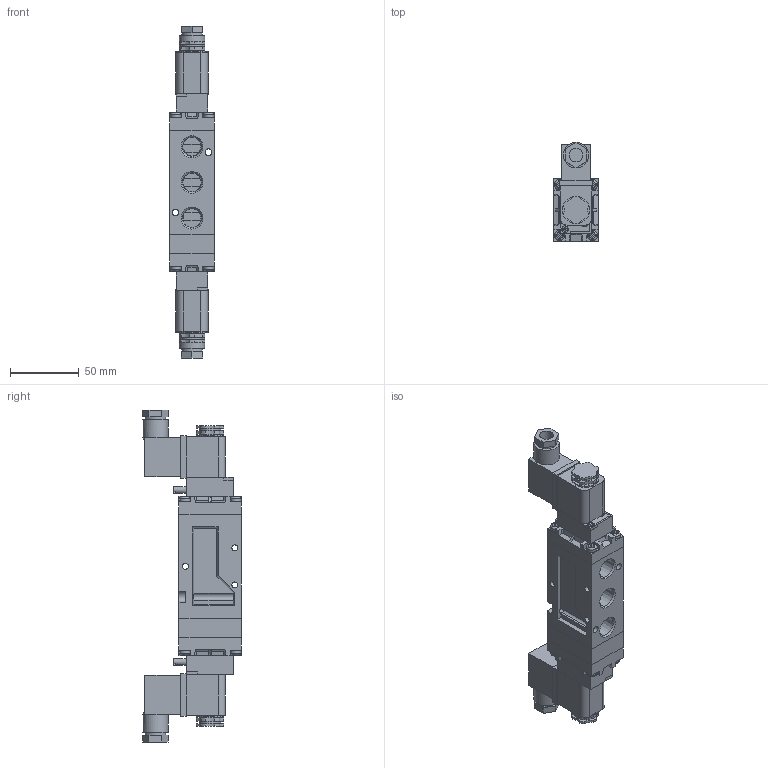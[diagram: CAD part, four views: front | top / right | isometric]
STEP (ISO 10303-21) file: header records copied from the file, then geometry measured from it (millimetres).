
FILE_DESCRIPTION(/* description */ (''),/* implementation_level */ '2;1');
FILE_NAME(/* name */ 'YPC-SF5403-IL.stp',/* time_stamp */ '2017-11-07T11:39:14+01:00',/* author */ (''),/* organization */ (''),/* preprocessor_version */ 'ST-DEVELOPER v15.2',/* originating_system */ 'Autodesk Translator Framework v2.0.0.5431',/* authorisation */ '');
FILE_SCHEMA (('AUTOMOTIVE_DESIGN { 1 0 10303 214 3 1 1 }'));
Length unit declared in the file: centimetre
Products named in the file (1): (Unsaved)
Bounding box: 32.5 x 71.95 x 241.9 mm (x, y, z)
Volume: 254349.6 mm3; surface area: 68962.7 mm2
Topology: 8 solids, 8 shells, 758 faces, 2004 edges, 1331 vertices
Faces by surface type: plane 565, cylinder 129, cone 56, torus 8
Full cylindrical faces by diameter (mm): 2 x2, 3 x2, 4.3 x3, 4.8 x2, 4.9 x12, 5 x8, 6.96 x2, 7.5 x8, 7.95 x2, 8.8 x4, 9 x2, 10 x2, 15 x2, 15.5 x4, 18.5 x2, 20 x2
Entity records: 22454 total; most frequent: CARTESIAN_POINT 4235, ORIENTED_EDGE 3672, DIRECTION 3644, EDGE_CURVE 1836, LINE 1326, VECTOR 1326, VERTEX_POINT 1280, AXIS2_PLACEMENT_3D 1159
